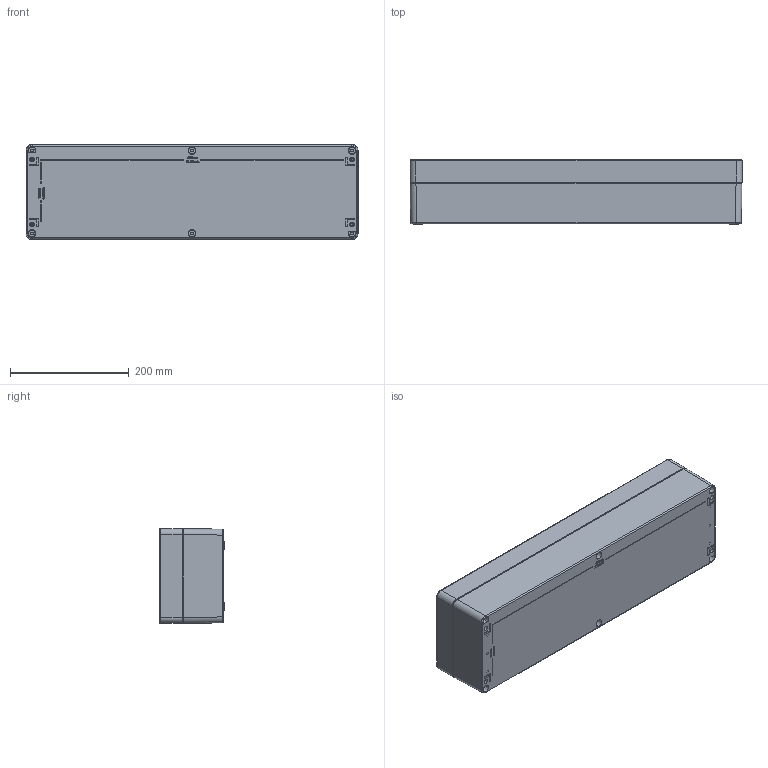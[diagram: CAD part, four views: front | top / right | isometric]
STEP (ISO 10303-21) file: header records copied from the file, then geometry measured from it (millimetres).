
FILE_DESCRIPTION (( 'STEP AP214' ), '1' );
FILE_NAME ('13090000.STEP', '2016-03-16T14:19:06', ( 'Macha' ), ( 'Hewlett-Packard Company' ), 'SwSTEP 2.0', 'SolidWorks 2015', '' );
FILE_SCHEMA (( 'AUTOMOTIVE_DESIGN' ));
Length unit declared in the file: millimetre
Products named in the file (5): 93261; 93117; 08059_Bearbeitung Zeichng. 13-2-080590-01-0; 01059_Zeichnung konfg.; 13090000
Assembly tree (9 placements, depth 2):
  13090000
    01059_Zeichnung konfg.
    08059_Bearbeitung Zeichng. 13-2-080590-01-0
    93117
    93261  x6
Bounding box: 560 x 109 x 160 mm (x, y, z)
Volume: 1324134.2 mm3; surface area: 580757.3 mm2
Topology: 10 solids, 10 shells, 1552 faces, 3875 edges, 2437 vertices
Faces by surface type: plane 675, bspline 311, cylinder 251, cone 247, torus 68
Entity records: 59984 total; most frequent: CARTESIAN_POINT 28363, ORIENTED_EDGE 7074, DIRECTION 5429, EDGE_CURVE 3537, VERTEX_POINT 2272, LINE 1813, VECTOR 1813, AXIS2_PLACEMENT_3D 1808
